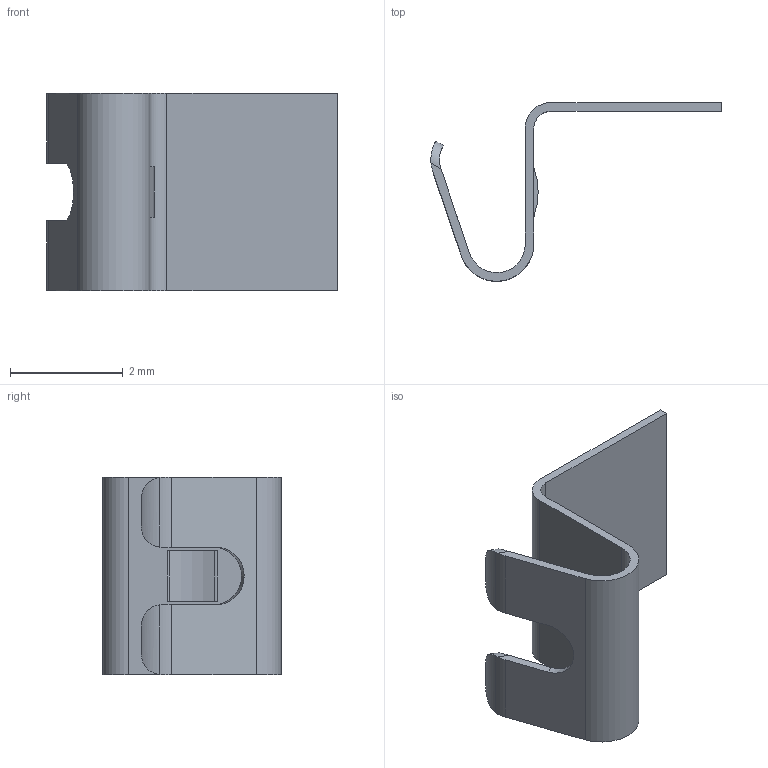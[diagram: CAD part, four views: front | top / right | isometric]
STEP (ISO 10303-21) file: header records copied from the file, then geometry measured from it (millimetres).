
FILE_DESCRIPTION (( 'STEP AP214' ), '1' );
FILE_NAME ('110TR.STEP', '2015-04-30T19:30:48', ( '' ), ( '' ), 'SwSTEP 2.0', 'SolidWorks 2013', '' );
FILE_SCHEMA (( 'AUTOMOTIVE_DESIGN' ));
Length unit declared in the file: inch
Products named in the file (1): 110TR
Bounding box: 5.16 x 3.17 x 3.51 mm (x, y, z)
Volume: 4.7 mm3; surface area: 66.7 mm2
Topology: 1 solids, 1 shells, 38 faces, 102 edges, 68 vertices
Faces by surface type: cylinder 21, plane 17
Entity records: 1760 total; most frequent: CARTESIAN_POINT 285, ORIENTED_EDGE 204, DIRECTION 182, EDGE_CURVE 102, VERTEX_POINT 68, AXIS2_PLACEMENT_3D 61, VECTOR 60, LINE 60
